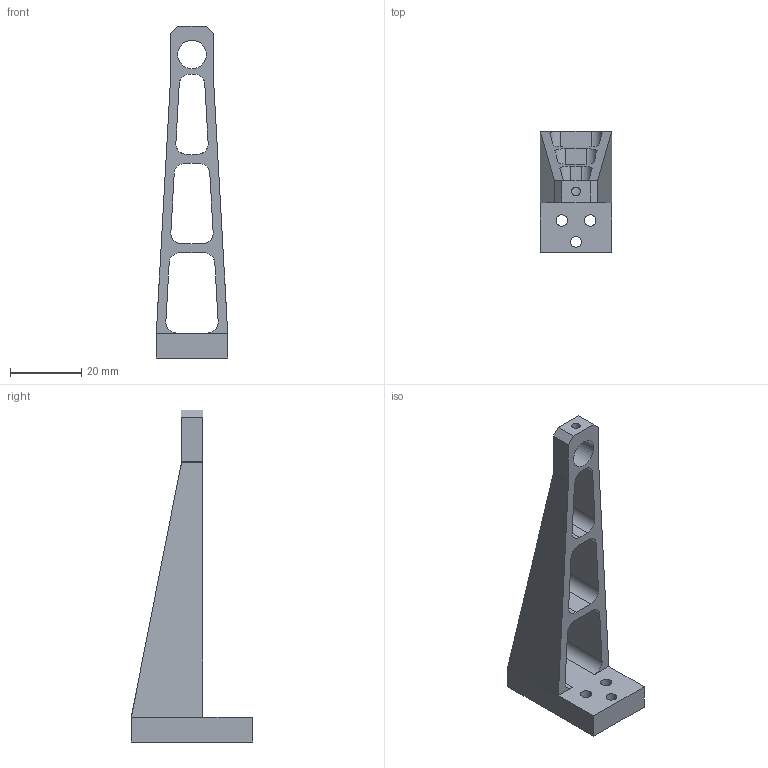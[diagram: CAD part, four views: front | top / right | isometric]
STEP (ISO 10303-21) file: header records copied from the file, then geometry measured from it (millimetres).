
FILE_DESCRIPTION((''),'2;1');
FILE_NAME('7201061.stp','2016-08-25T14:21:40',('miemmola'),(''),'Autodesk Inventor 2012','Autodesk Inventor 2012','');
FILE_SCHEMA(('AUTOMOTIVE_DESIGN { 1 0 10303 214 1 1 1 1 }'));
Length unit declared in the file: millimetre
Products named in the file (1): 7201061
Bounding box: 20 x 34 x 93 mm (x, y, z)
Volume: 10866.1 mm3; surface area: 7740.9 mm2
Topology: 1 solids, 1 shells, 49 faces, 147 edges, 97 vertices
Faces by surface type: plane 27, cylinder 22
Full cylindrical faces by diameter (mm): 2.459 x1, 3 x2, 3.2 x2, 8 x1
Entity records: 1684 total; most frequent: CARTESIAN_POINT 321, DIRECTION 276, ORIENTED_EDGE 272, EDGE_CURVE 136, AXIS2_PLACEMENT_3D 93, VERTEX_POINT 92, VECTOR 90, LINE 90
